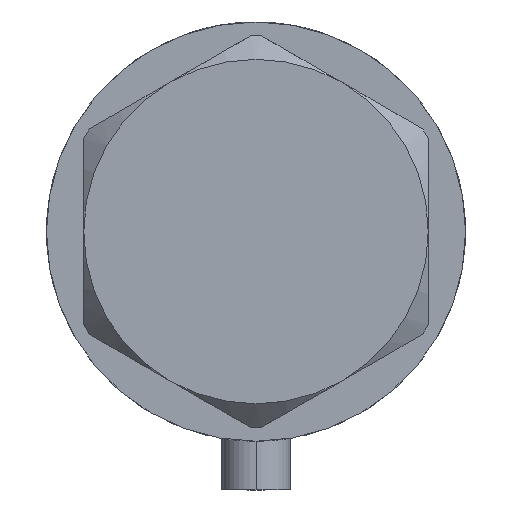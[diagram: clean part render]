
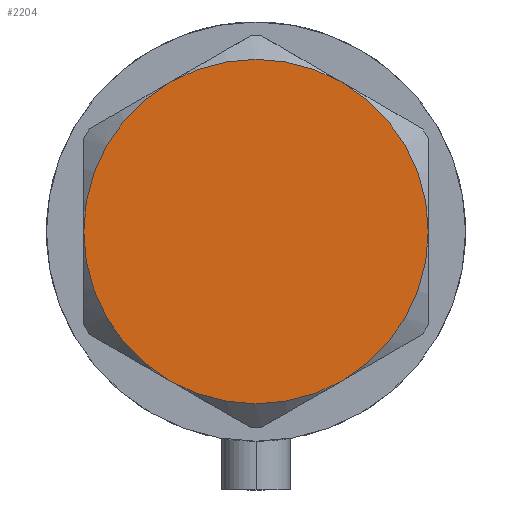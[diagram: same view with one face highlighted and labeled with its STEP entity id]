
A CAD part, left-side view. The second image highlights one B-rep face of the part: STEP entity #2204.
In plain terms, the highlighted face is planar.
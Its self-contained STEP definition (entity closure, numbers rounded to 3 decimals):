
#19 = CARTESIAN_POINT ( 'NONE',  ( -15., 25.981, 14.5 ) ) ;
#33 = ORIENTED_EDGE ( 'NONE', *, *, #2675, .T. ) ;
#250 = VERTEX_POINT ( 'NONE', #3845 ) ;
#318 = DIRECTION ( 'NONE',  ( 0., 0., 1. ) ) ;
#354 = AXIS2_PLACEMENT_3D ( 'NONE', #2586, #3934, #4000 ) ;
#366 = ORIENTED_EDGE ( 'NONE', *, *, #1853, .T. ) ;
#470 = DIRECTION ( 'NONE',  ( 0., 0., 1. ) ) ;
#480 = CARTESIAN_POINT ( 'NONE',  ( 0., 0., 14.5 ) ) ;
#555 = DIRECTION ( 'NONE',  ( 0., 0., 1. ) ) ;
#580 = CIRCLE ( 'NONE', #930, 30. ) ;
#603 = EDGE_CURVE ( 'NONE', #3129, #3456, #1638, .T. ) ;
#643 = AXIS2_PLACEMENT_3D ( 'NONE', #1794, #3173, #1468 ) ;
#791 = AXIS2_PLACEMENT_3D ( 'NONE', #480, #1228, #2218 ) ;
#792 = CIRCLE ( 'NONE', #354, 30. ) ;
#827 = CARTESIAN_POINT ( 'NONE',  ( 0., 0., 14.5 ) ) ;
#930 = AXIS2_PLACEMENT_3D ( 'NONE', #827, #470, #3595 ) ;
#967 = CARTESIAN_POINT ( 'NONE',  ( 15., 25.981, 14.5 ) ) ;
#1228 = DIRECTION ( 'NONE',  ( 0., 0., 1. ) ) ;
#1285 = CARTESIAN_POINT ( 'NONE',  ( 0., 0., 14.5 ) ) ;
#1468 = DIRECTION ( 'NONE',  ( 1., 0., 0. ) ) ;
#1638 = CIRCLE ( 'NONE', #643, 30. ) ;
#1794 = CARTESIAN_POINT ( 'NONE',  ( 0., 0., 14.5 ) ) ;
#1853 = EDGE_CURVE ( 'NONE', #3322, #3168, #4393, .T. ) ;
#1955 = DIRECTION ( 'NONE',  ( 1., 0., 0. ) ) ;
#2084 = ORIENTED_EDGE ( 'NONE', *, *, #3636, .T. ) ;
#2139 = CIRCLE ( 'NONE', #791, 30. ) ;
#2204 = ADVANCED_FACE ( 'NONE', ( #3204 ), #3171, .T. ) ;
#2218 = DIRECTION ( 'NONE',  ( 1., 0., 0. ) ) ;
#2273 = EDGE_CURVE ( 'NONE', #3456, #3322, #792, .T. ) ;
#2330 = EDGE_CURVE ( 'NONE', #250, #2418, #580, .T. ) ;
#2365 = ORIENTED_EDGE ( 'NONE', *, *, #603, .T. ) ;
#2418 = VERTEX_POINT ( 'NONE', #967 ) ;
#2430 = CIRCLE ( 'NONE', #2861, 30. ) ;
#2586 = CARTESIAN_POINT ( 'NONE',  ( 0., 0., 14.5 ) ) ;
#2675 = EDGE_CURVE ( 'NONE', #3168, #250, #2430, .T. ) ;
#2792 = ORIENTED_EDGE ( 'NONE', *, *, #2330, .T. ) ;
#2850 = CARTESIAN_POINT ( 'NONE',  ( 0., 0., 14.5 ) ) ;
#2861 = AXIS2_PLACEMENT_3D ( 'NONE', #2902, #555, #1955 ) ;
#2902 = CARTESIAN_POINT ( 'NONE',  ( 0., 0., 14.5 ) ) ;
#3129 = VERTEX_POINT ( 'NONE', #19 ) ;
#3168 = VERTEX_POINT ( 'NONE', #3253 ) ;
#3171 = PLANE ( 'NONE',  #3451 ) ;
#3173 = DIRECTION ( 'NONE',  ( 0., 0., 1. ) ) ;
#3204 = FACE_OUTER_BOUND ( 'NONE', #3225, .T. ) ;
#3225 = EDGE_LOOP ( 'NONE', ( #33, #2792, #2084, #2365, #3789, #366 ) ) ;
#3253 = CARTESIAN_POINT ( 'NONE',  ( 15., -25.981, 14.5 ) ) ;
#3322 = VERTEX_POINT ( 'NONE', #3921 ) ;
#3451 = AXIS2_PLACEMENT_3D ( 'NONE', #2850, #3653, #3790 ) ;
#3456 = VERTEX_POINT ( 'NONE', #4309 ) ;
#3595 = DIRECTION ( 'NONE',  ( 1., 0., 0. ) ) ;
#3636 = EDGE_CURVE ( 'NONE', #2418, #3129, #2139, .T. ) ;
#3653 = DIRECTION ( 'NONE',  ( 0., 0., 1. ) ) ;
#3789 = ORIENTED_EDGE ( 'NONE', *, *, #2273, .T. ) ;
#3790 = DIRECTION ( 'NONE',  ( 1., 0., 0. ) ) ;
#3845 = CARTESIAN_POINT ( 'NONE',  ( 30., 0., 14.5 ) ) ;
#3921 = CARTESIAN_POINT ( 'NONE',  ( -15., -25.981, 14.5 ) ) ;
#3934 = DIRECTION ( 'NONE',  ( 0., 0., 1. ) ) ;
#3958 = AXIS2_PLACEMENT_3D ( 'NONE', #1285, #318, #4478 ) ;
#4000 = DIRECTION ( 'NONE',  ( 1., 0., 0. ) ) ;
#4309 = CARTESIAN_POINT ( 'NONE',  ( -30., 0., 14.5 ) ) ;
#4393 = CIRCLE ( 'NONE', #3958, 30. ) ;
#4478 = DIRECTION ( 'NONE',  ( 1., 0., 0. ) ) ;
